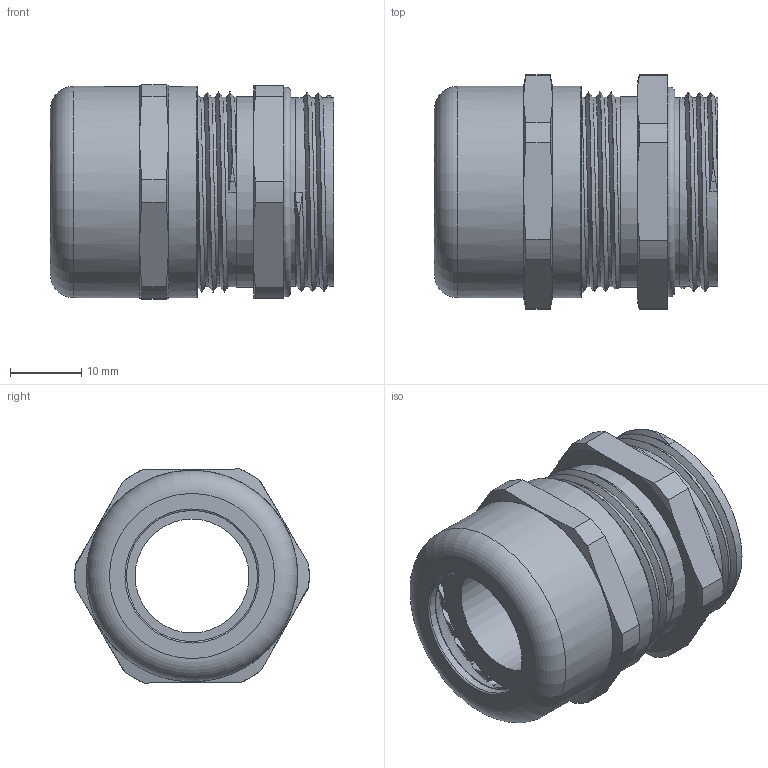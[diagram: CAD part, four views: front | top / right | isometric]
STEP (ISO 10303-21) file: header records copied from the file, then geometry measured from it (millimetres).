
FILE_DESCRIPTION(/* description */ ('Euro-Top PG 21, KB: 9-16 mm'),/* implementation_level */ '2;1');
FILE_NAME(/* name */ '60180421-RST.stp',/* time_stamp */ '2019-12-12T08:07:24+01:00',/* author */ ('sl'),/* organization */ (''),/* preprocessor_version */ 'ST-DEVELOPER v16.5',/* originating_system */ 'Autodesk Inventor 2017',/* authorisation */ '');
FILE_SCHEMA (('AUTOMOTIVE_DESIGN { 1 0 10303 214 3 1 1 }'));
Length unit declared in the file: millimetre
Products named in the file (6): 60180421; 60080421; 60080421_1; 60080421_2; 60180421_1; Euro-Top-11-BT-0005-60080421
Assembly tree (5 placements, depth 2):
  60180421
    60080421
    60080421_1
    60080421_2
    60180421_1
    Euro-Top-11-BT-0005-60080421
Bounding box: 39.82 x 32.98 x 30.11 mm (x, y, z)
Volume: 11853 mm3; surface area: 15894.1 mm2
Topology: 5 solids, 5 shells, 316 faces, 866 edges, 567 vertices
Faces by surface type: plane 137, cylinder 91, torus 46, cone 36, bspline 6
Full cylindrical faces by diameter (mm): 16 x1, 18.45 x1, 18.8 x1, 20.48 x1, 22.18 x1, 22.85 x1, 22.95 x1, 24.14 x2, 25.5 x1, 26.45 x1, 26.5 x2, 26.638 x4, 26.75 x1, 26.9 x7, 29.7 x2
Entity records: 12615 total; most frequent: CARTESIAN_POINT 4792, DIRECTION 1699, ORIENTED_EDGE 1576, EDGE_CURVE 788, AXIS2_PLACEMENT_3D 702, VERTEX_POINT 535, EDGE_LOOP 357, CIRCLE 338
